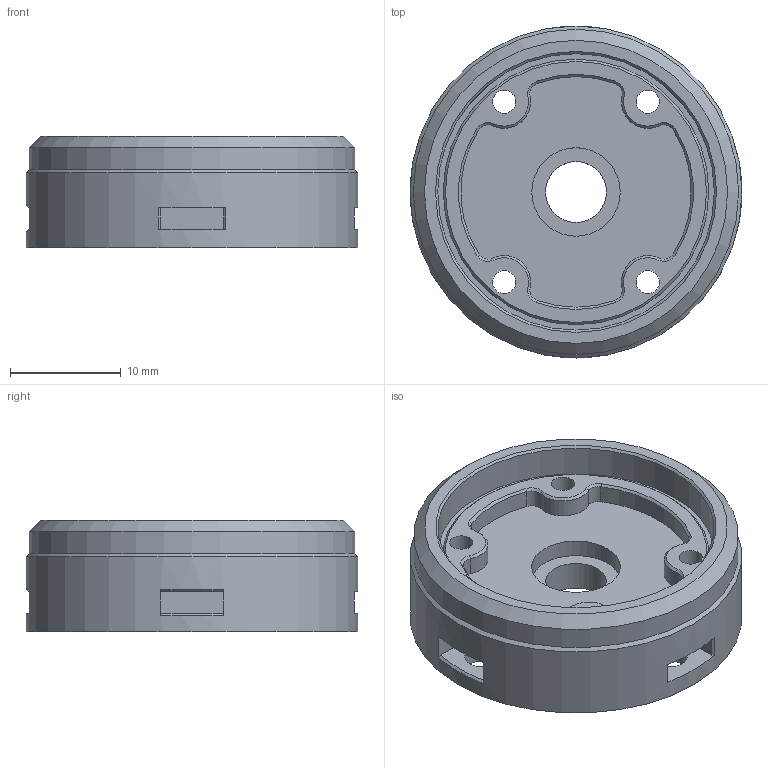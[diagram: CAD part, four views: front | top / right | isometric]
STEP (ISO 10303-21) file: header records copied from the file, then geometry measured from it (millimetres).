
FILE_DESCRIPTION(('FreeCAD Model'),'2;1');
FILE_NAME('Open CASCADE Shape Model','2025-05-08T21:03:51',(''),(''), 'Open CASCADE STEP processor 7.8','FreeCAD','Unknown');
FILE_SCHEMA(('CONFIG_CONTROL_DESIGN','SHAPE_APPEARANCE_LAYER_MIM'));
Length unit declared in the file: millimetre
Products named in the file (1): Diff Base A
Bounding box: 30 x 30 x 10.05 mm (x, y, z)
Volume: 4206.8 mm3; surface area: 3337 mm2
Topology: 1 solids, 1 shells, 98 faces, 240 edges, 156 vertices
Faces by surface type: plane 35, cylinder 35, cone 28
Full cylindrical faces by diameter (mm): 2.1 x4, 3.2 x4, 3.8 x4, 5.5 x1, 8 x1, 12.1 x1, 24 x1, 25 x1, 29.4 x1, 30 x1
Entity records: 6230 total; most frequent: CARTESIAN_POINT 1173, DIRECTION 1000, LINE 495, VECTOR 495, ORIENTED_EDGE 480, PCURVE 480, DEFINITIONAL_REPRESENTATION 480, EDGE_CURVE 240
